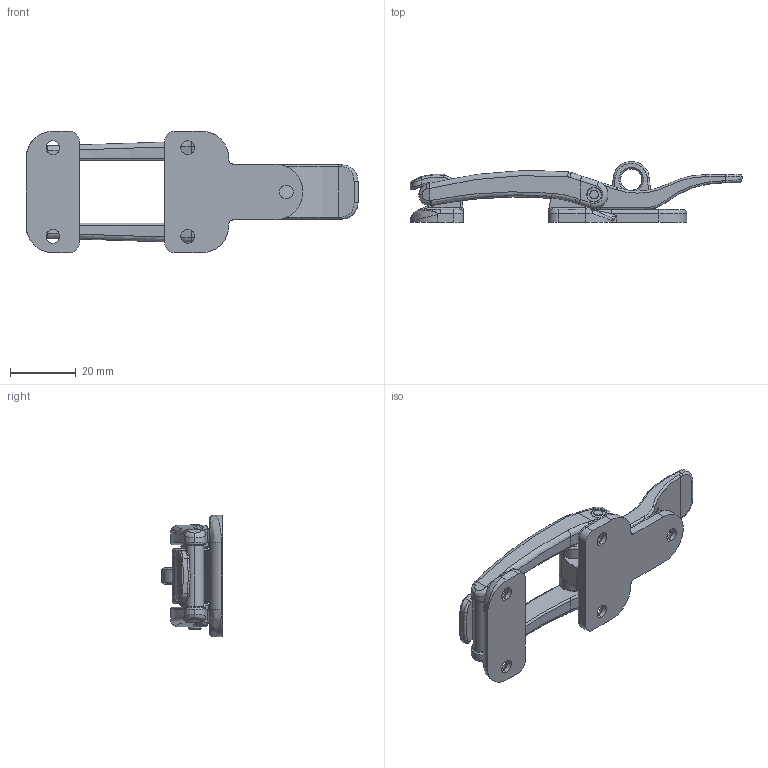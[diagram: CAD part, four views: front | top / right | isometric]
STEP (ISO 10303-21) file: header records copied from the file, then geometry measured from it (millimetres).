
FILE_DESCRIPTION (( 'STEP AP203' ), '1' );
FILE_NAME ('sone3D.STEP', '2013-05-24T04:57:14', ( '' ), ( '' ), 'SwSTEP 2.0', 'SolidWorks 2012', '' );
FILE_SCHEMA (( 'CONFIG_CONTROL_DESIGN' ));
Length unit declared in the file: millimetre
Products named in the file (8): sone3D; C-1297-A-4_6受座__C-1297-A-4_6（M4用皿穴）; C-1297-A-4_6平座金_; C-1297-A-4_6ƒnƒ“ƒhƒ‹ƒVƒƒƒtƒg_; C-1297-A-4_6クリップシャフト_; C-1297-A-4-1僴儞僪儖_; C-1297-A-4-1僋儕僢僾_; C-1297-A-4_6台座__C-1297-A-4_6（M4用皿穴）
Assembly tree (8 placements, depth 2):
  sone3D
    C-1297-A-4_6台座__C-1297-A-4_6（M4用皿穴）
    C-1297-A-4-1僋儕僢僾_
    C-1297-A-4-1僴儞僪儖_
    C-1297-A-4_6クリップシャフト_
    C-1297-A-4_6ƒnƒ“ƒhƒ‹ƒVƒƒƒtƒg_
    C-1297-A-4_6平座金_  x2
    C-1297-A-4_6受座__C-1297-A-4_6（M4用皿穴）
Bounding box: 101 x 18.5 x 37 mm (x, y, z)
Volume: 17252.2 mm3; surface area: 12118.6 mm2
Topology: 8 solids, 8 shells, 420 faces, 1015 edges, 608 vertices
Faces by surface type: cylinder 187, plane 86, bspline 84, torus 37, cone 24, sphere 2
Entity records: 16758 total; most frequent: CARTESIAN_POINT 6849, ORIENTED_EDGE 1994, DIRECTION 1826, EDGE_CURVE 997, AXIS2_PLACEMENT_3D 735, VERTEX_POINT 600, EDGE_LOOP 447, FACE_OUTER_BOUND 414
